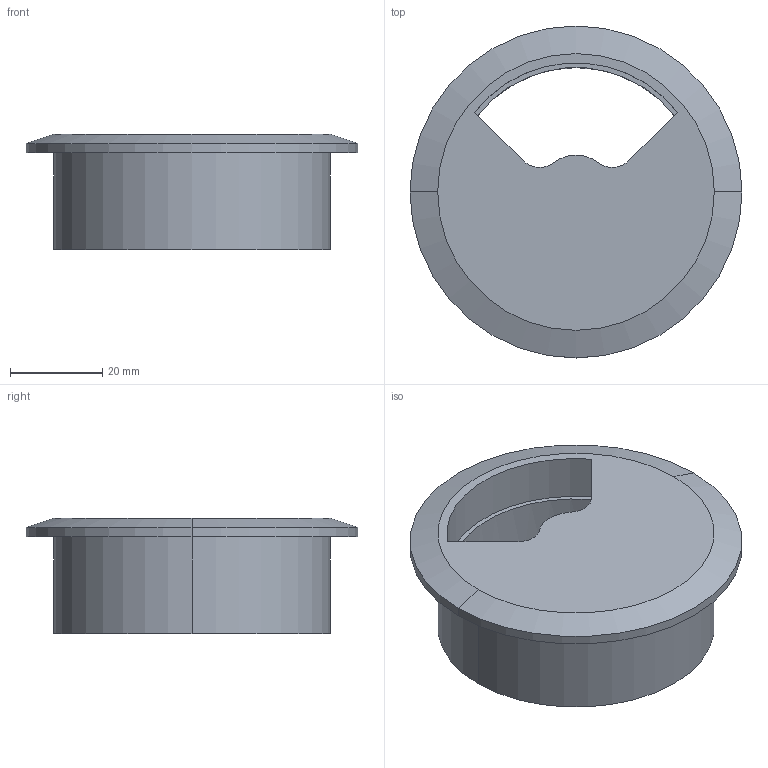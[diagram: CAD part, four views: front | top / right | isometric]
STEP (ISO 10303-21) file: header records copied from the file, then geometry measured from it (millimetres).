
FILE_DESCRIPTION (( 'STEP AP214' ), '1' );
FILE_NAME ('6901054', '2019-01-31T12:11:58', ( '' ), ('JUGARD+KÜNSTNER GmbH'), 'SwSTEP 2.0', 'SolidWorks 2017', '' );
FILE_SCHEMA (( 'AUTOMOTIVE_DESIGN' ));
Length unit declared in the file: millimetre
Products named in the file (1): 6901054_CNAJF00
Bounding box: 72 x 72 x 25 mm (x, y, z)
Volume: 18428.9 mm3; surface area: 15781.4 mm2
Topology: 1 solids, 1 shells, 23 faces, 58 edges, 38 vertices
Faces by surface type: cylinder 11, plane 10, cone 2
Entity records: 744 total; most frequent: DIRECTION 136, CARTESIAN_POINT 120, ORIENTED_EDGE 116, EDGE_CURVE 58, AXIS2_PLACEMENT_3D 54, VERTEX_POINT 38, CIRCLE 30, VECTOR 28
